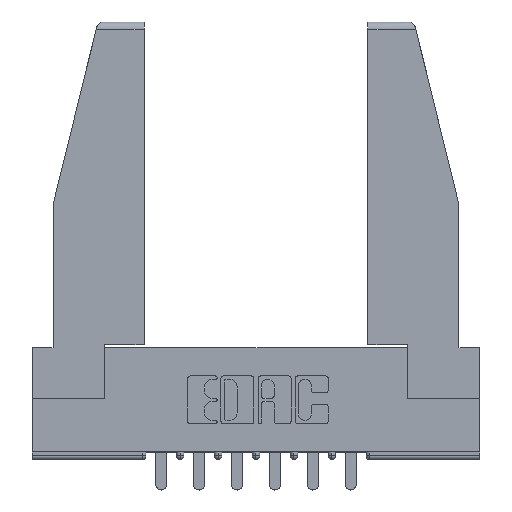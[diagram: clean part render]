
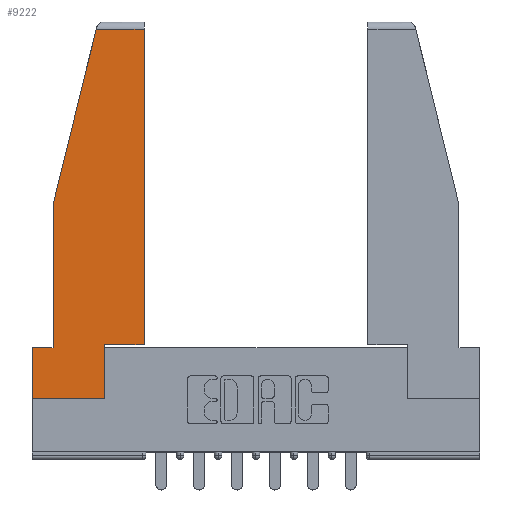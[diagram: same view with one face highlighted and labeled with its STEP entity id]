
A CAD part, top view. The second image highlights one B-rep face of the part: STEP entity #9222.
In plain terms, the highlighted planar face has unit normal (0, 0, 1).
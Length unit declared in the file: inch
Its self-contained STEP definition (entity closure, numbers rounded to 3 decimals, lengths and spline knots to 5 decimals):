
#165 = CARTESIAN_POINT ( 'NONE',  ( 0., 0., 0. ) ) ;
#245 = LINE ( 'NONE', #3707, #5343 ) ;
#333 = EDGE_CURVE ( 'NONE', #6485, #10379, #12697, .T. ) ;
#562 = VECTOR ( 'NONE', #11054, 39.37008 ) ;
#584 = ORIENTED_EDGE ( 'NONE', *, *, #11922, .T. ) ;
#1027 = VECTOR ( 'NONE', #11657, 39.37008 ) ;
#1099 = DIRECTION ( 'NONE',  ( 1., 0., 0. ) ) ;
#2477 = LINE ( 'NONE', #10122, #5512 ) ;
#2658 = VERTEX_POINT ( 'NONE', #9515 ) ;
#3010 = DIRECTION ( 'NONE',  ( 0., 1., 0. ) ) ;
#3076 = CARTESIAN_POINT ( 'NONE',  ( 0.086, 0.8, 0. ) ) ;
#3087 = ORIENTED_EDGE ( 'NONE', *, *, #8345, .T. ) ;
#3264 = VECTOR ( 'NONE', #5374, 39.37008 ) ;
#3587 = VECTOR ( 'NONE', #5696, 39.37008 ) ;
#3599 = VECTOR ( 'NONE', #6461, 39.37008 ) ;
#3707 = CARTESIAN_POINT ( 'NONE',  ( 0.271, 1.55, 0. ) ) ;
#3828 = VERTEX_POINT ( 'NONE', #7520 ) ;
#3898 = CARTESIAN_POINT ( 'NONE',  ( 0., 0., 0. ) ) ;
#3917 = LINE ( 'NONE', #10129, #12878 ) ;
#4041 = CARTESIAN_POINT ( 'NONE',  ( 0.461, 1.52, 0. ) ) ;
#4592 = ORIENTED_EDGE ( 'NONE', *, *, #12886, .T. ) ;
#4750 = EDGE_CURVE ( 'NONE', #10465, #2658, #8483, .T. ) ;
#5017 = VERTEX_POINT ( 'NONE', #7590 ) ;
#5107 = FACE_OUTER_BOUND ( 'NONE', #5789, .T. ) ;
#5343 = VECTOR ( 'NONE', #7712, 39.37008 ) ;
#5374 = DIRECTION ( 'NONE',  ( 1., 0., 0. ) ) ;
#5512 = VECTOR ( 'NONE', #12099, 39.37008 ) ;
#5696 = DIRECTION ( 'NONE',  ( 0., -1., 0. ) ) ;
#5768 = VECTOR ( 'NONE', #6785, 39.37008 ) ;
#5789 = EDGE_LOOP ( 'NONE', ( #584, #6728, #11576, #4592, #7102, #10886, #3087, #7415, #11411 ) ) ;
#5894 = CARTESIAN_POINT ( 'NONE',  ( 0., 0., 0. ) ) ;
#6085 = DIRECTION ( 'NONE',  ( 0., 0., 1. ) ) ;
#6411 = VERTEX_POINT ( 'NONE', #4041 ) ;
#6461 = DIRECTION ( 'NONE',  ( -1., 0., 0. ) ) ;
#6485 = VERTEX_POINT ( 'NONE', #10426 ) ;
#6728 = ORIENTED_EDGE ( 'NONE', *, *, #11844, .T. ) ;
#6785 = DIRECTION ( 'NONE',  ( 0., 1., 0. ) ) ;
#6954 = CARTESIAN_POINT ( 'NONE',  ( 0.297, 0., 0. ) ) ;
#7045 = CARTESIAN_POINT ( 'NONE',  ( 0., 0.21, 0. ) ) ;
#7102 = ORIENTED_EDGE ( 'NONE', *, *, #333, .T. ) ;
#7201 = PLANE ( 'NONE',  #10684 ) ;
#7415 = ORIENTED_EDGE ( 'NONE', *, *, #4750, .T. ) ;
#7520 = CARTESIAN_POINT ( 'NONE',  ( 0.2636, 1.52, 0. ) ) ;
#7590 = CARTESIAN_POINT ( 'NONE',  ( 0.461, 0.223, 0. ) ) ;
#7602 = CARTESIAN_POINT ( 'NONE',  ( 0., 0.21, 0. ) ) ;
#7712 = DIRECTION ( 'NONE',  ( -0.239, -0.971, 0. ) ) ;
#8196 = EDGE_CURVE ( 'NONE', #2658, #5017, #12725, .T. ) ;
#8345 = EDGE_CURVE ( 'NONE', #10989, #10465, #8868, .T. ) ;
#8483 = LINE ( 'NONE', #12943, #5768 ) ;
#8560 = LINE ( 'NONE', #7602, #3587 ) ;
#8867 = LINE ( 'NONE', #8983, #3599 ) ;
#8868 = LINE ( 'NONE', #3898, #562 ) ;
#8983 = CARTESIAN_POINT ( 'NONE',  ( 0., 1.52, 0. ) ) ;
#9222 = ADVANCED_FACE ( 'NONE', ( #5107 ), #7201, .T. ) ;
#9515 = CARTESIAN_POINT ( 'NONE',  ( 0.297, 0.223, 0. ) ) ;
#9879 = VERTEX_POINT ( 'NONE', #3076 ) ;
#10122 = CARTESIAN_POINT ( 'NONE',  ( 0.086, 0.8, 0. ) ) ;
#10129 = CARTESIAN_POINT ( 'NONE',  ( 0.461, 0.223, 0. ) ) ;
#10379 = VERTEX_POINT ( 'NONE', #7045 ) ;
#10426 = CARTESIAN_POINT ( 'NONE',  ( 0.086, 0.21, 0. ) ) ;
#10465 = VERTEX_POINT ( 'NONE', #6954 ) ;
#10684 = AXIS2_PLACEMENT_3D ( 'NONE', #165, #6085, #1099 ) ;
#10886 = ORIENTED_EDGE ( 'NONE', *, *, #12164, .T. ) ;
#10989 = VERTEX_POINT ( 'NONE', #5894 ) ;
#11054 = DIRECTION ( 'NONE',  ( 1., 0., 0. ) ) ;
#11411 = ORIENTED_EDGE ( 'NONE', *, *, #8196, .T. ) ;
#11525 = CARTESIAN_POINT ( 'NONE',  ( 0., 0.21, 0. ) ) ;
#11576 = ORIENTED_EDGE ( 'NONE', *, *, #11818, .T. ) ;
#11596 = CARTESIAN_POINT ( 'NONE',  ( 0.297, 0.223, 0. ) ) ;
#11657 = DIRECTION ( 'NONE',  ( -1., 0., 0. ) ) ;
#11818 = EDGE_CURVE ( 'NONE', #3828, #9879, #245, .T. ) ;
#11844 = EDGE_CURVE ( 'NONE', #6411, #3828, #8867, .T. ) ;
#11922 = EDGE_CURVE ( 'NONE', #5017, #6411, #3917, .T. ) ;
#12099 = DIRECTION ( 'NONE',  ( 0., -1., 0. ) ) ;
#12164 = EDGE_CURVE ( 'NONE', #10379, #10989, #8560, .T. ) ;
#12697 = LINE ( 'NONE', #11525, #1027 ) ;
#12725 = LINE ( 'NONE', #11596, #3264 ) ;
#12878 = VECTOR ( 'NONE', #3010, 39.37008 ) ;
#12886 = EDGE_CURVE ( 'NONE', #9879, #6485, #2477, .T. ) ;
#12943 = CARTESIAN_POINT ( 'NONE',  ( 0.297, 0., 0. ) ) ;
